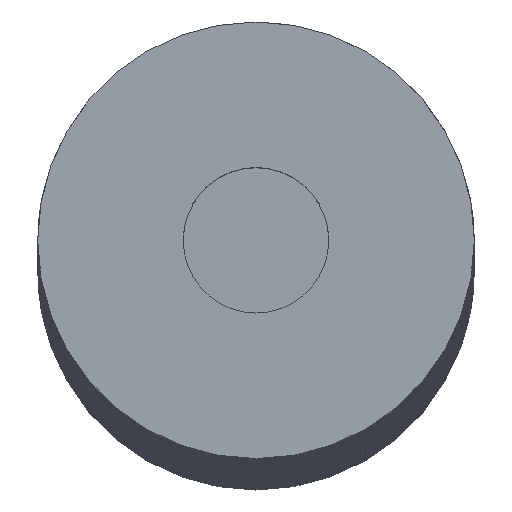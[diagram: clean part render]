
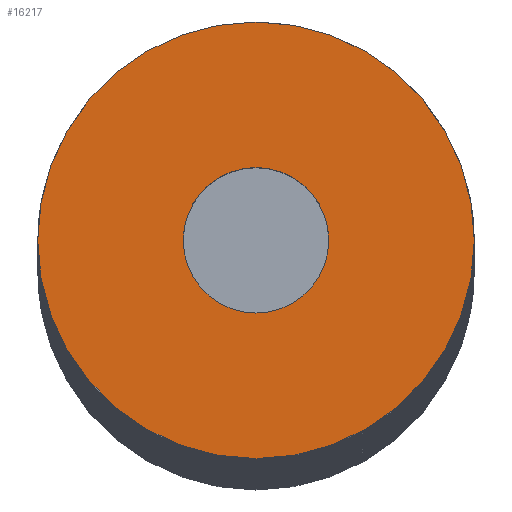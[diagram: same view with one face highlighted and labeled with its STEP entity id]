
A CAD part, top view. The second image highlights one B-rep face of the part: STEP entity #16217.
In plain terms, the highlighted planar face has unit normal (0, 0, 1).
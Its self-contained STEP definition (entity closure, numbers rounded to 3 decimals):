
#544 = EDGE_LOOP ( 'NONE', ( #12312, #8439 ) ) ;
#1934 = PLANE ( 'NONE',  #10935 ) ;
#1975 = EDGE_CURVE ( 'NONE', #18077, #20751, #11799, .T. ) ;
#2232 = CIRCLE ( 'NONE', #19431, 5. ) ;
#3572 = CARTESIAN_POINT ( 'NONE',  ( 0., 0., 1236. ) ) ;
#3934 = DIRECTION ( 'NONE',  ( 1., 0., 0. ) ) ;
#5185 = AXIS2_PLACEMENT_3D ( 'NONE', #17535, #6467, #18023 ) ;
#5204 = DIRECTION ( 'NONE',  ( 1., 0., 0. ) ) ;
#5254 = DIRECTION ( 'NONE',  ( 1., 0., 0. ) ) ;
#5306 = ORIENTED_EDGE ( 'NONE', *, *, #1975, .T. ) ;
#5554 = CARTESIAN_POINT ( 'NONE',  ( 0., 0., 1236. ) ) ;
#5661 = DIRECTION ( 'NONE',  ( 1., 0., 0. ) ) ;
#6467 = DIRECTION ( 'NONE',  ( 0., 0., 1. ) ) ;
#6808 = CARTESIAN_POINT ( 'NONE',  ( 0., 0., 1236. ) ) ;
#6959 = AXIS2_PLACEMENT_3D ( 'NONE', #3572, #15174, #5254 ) ;
#7305 = DIRECTION ( 'NONE',  ( 0., 0., 1. ) ) ;
#7394 = CARTESIAN_POINT ( 'NONE',  ( 0., 0., 1236. ) ) ;
#7815 = AXIS2_PLACEMENT_3D ( 'NONE', #5554, #7305, #3934 ) ;
#7965 = ORIENTED_EDGE ( 'NONE', *, *, #9355, .T. ) ;
#8439 = ORIENTED_EDGE ( 'NONE', *, *, #20553, .F. ) ;
#9355 = EDGE_CURVE ( 'NONE', #20751, #18077, #10354, .T. ) ;
#9799 = CIRCLE ( 'NONE', #5185, 5. ) ;
#10354 = CIRCLE ( 'NONE', #7815, 15. ) ;
#10513 = CARTESIAN_POINT ( 'NONE',  ( 15., 0., 1236. ) ) ;
#10732 = EDGE_CURVE ( 'NONE', #11721, #13322, #9799, .T. ) ;
#10935 = AXIS2_PLACEMENT_3D ( 'NONE', #6808, #13536, #5204 ) ;
#11721 = VERTEX_POINT ( 'NONE', #12175 ) ;
#11799 = CIRCLE ( 'NONE', #6959, 15. ) ;
#12175 = CARTESIAN_POINT ( 'NONE',  ( 5., 0., 1236. ) ) ;
#12312 = ORIENTED_EDGE ( 'NONE', *, *, #10732, .F. ) ;
#12899 = FACE_BOUND ( 'NONE', #544, .T. ) ;
#13322 = VERTEX_POINT ( 'NONE', #15309 ) ;
#13536 = DIRECTION ( 'NONE',  ( 0., 0., 1. ) ) ;
#14692 = EDGE_LOOP ( 'NONE', ( #5306, #7965 ) ) ;
#15174 = DIRECTION ( 'NONE',  ( 0., 0., 1. ) ) ;
#15309 = CARTESIAN_POINT ( 'NONE',  ( -5., 0., 1236. ) ) ;
#16217 = ADVANCED_FACE ( 'NONE', ( #12899, #16804 ), #1934, .T. ) ;
#16804 = FACE_OUTER_BOUND ( 'NONE', #14692, .T. ) ;
#17150 = DIRECTION ( 'NONE',  ( 0., 0., 1. ) ) ;
#17535 = CARTESIAN_POINT ( 'NONE',  ( 0., 0., 1236. ) ) ;
#18023 = DIRECTION ( 'NONE',  ( 1., 0., 0. ) ) ;
#18077 = VERTEX_POINT ( 'NONE', #19938 ) ;
#19431 = AXIS2_PLACEMENT_3D ( 'NONE', #7394, #17150, #5661 ) ;
#19938 = CARTESIAN_POINT ( 'NONE',  ( -15., 0., 1236. ) ) ;
#20553 = EDGE_CURVE ( 'NONE', #13322, #11721, #2232, .T. ) ;
#20751 = VERTEX_POINT ( 'NONE', #10513 ) ;
